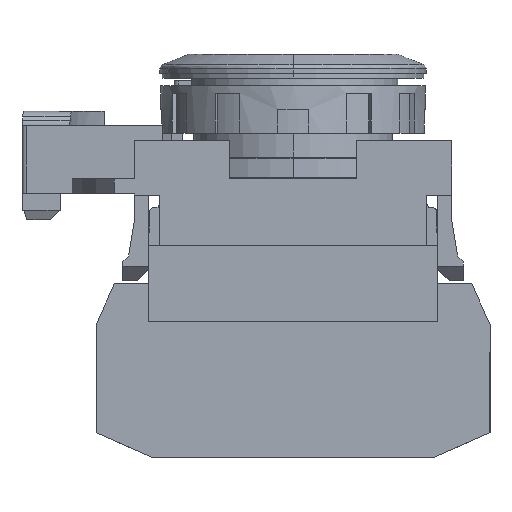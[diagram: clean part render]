
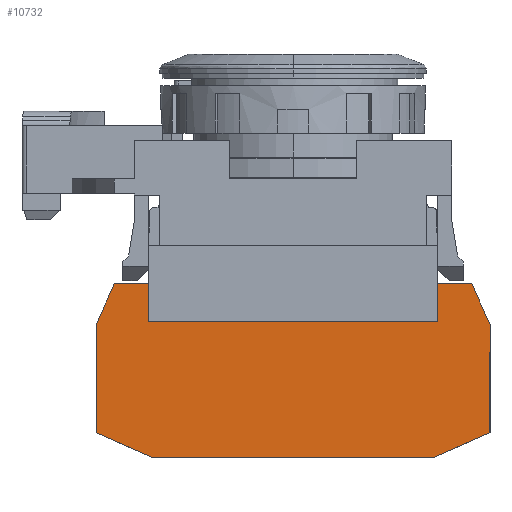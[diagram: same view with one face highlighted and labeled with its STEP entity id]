
A CAD part, left-side view. The second image highlights one B-rep face of the part: STEP entity #10732.
In plain terms, the highlighted face is planar.
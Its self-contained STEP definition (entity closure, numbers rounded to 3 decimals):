
#863 = CARTESIAN_POINT ( 'NONE',  ( -20.7, -7.5, -5. ) ) ;
#864 = CARTESIAN_POINT ( 'NONE',  ( -18.786, -3.2, -5. ) ) ;
#865 = CARTESIAN_POINT ( 'NONE',  ( -15.2, -3.2, -5. ) ) ;
#867 = CARTESIAN_POINT ( 'NONE',  ( -15.2, 0.8, -5. ) ) ;
#868 = CARTESIAN_POINT ( 'NONE',  ( -20.7, -18.873, -5. ) ) ;
#869 = CARTESIAN_POINT ( 'NONE',  ( -14.8, -21.5, -5. ) ) ;
#872 = CARTESIAN_POINT ( 'NONE',  ( 15.2, 0.8, -5. ) ) ;
#881 = CARTESIAN_POINT ( 'NONE',  ( 14.8, -21.5, -5. ) ) ;
#887 = CARTESIAN_POINT ( 'NONE',  ( 15.2, -3.2, -5. ) ) ;
#888 = CARTESIAN_POINT ( 'NONE',  ( 18.786, -3.2, -5. ) ) ;
#889 = CARTESIAN_POINT ( 'NONE',  ( 20.7, -7.5, -5. ) ) ;
#890 = CARTESIAN_POINT ( 'NONE',  ( 20.7, -18.873, -5. ) ) ;
#2176 = LINE ( 'NONE', #2177, #16415 ) ;
#2177 = CARTESIAN_POINT ( 'NONE',  ( -20.7, -7.5, -5. ) ) ;
#2178 = DIRECTION ( 'NONE',  ( 0.407, 0.914, 0. ) ) ;
#2182 = LINE ( 'NONE', #2183, #16402 ) ;
#2183 = CARTESIAN_POINT ( 'NONE',  ( 0., -3.2, -5. ) ) ;
#2184 = DIRECTION ( 'NONE',  ( 1., 0., 0. ) ) ;
#2197 = LINE ( 'NONE', #2198, #16372 ) ;
#2198 = CARTESIAN_POINT ( 'NONE',  ( -15.2, -10.35, -5. ) ) ;
#2199 = DIRECTION ( 'NONE',  ( 0., 1., 0. ) ) ;
#2203 = LINE ( 'NONE', #2204, #16363 ) ;
#2204 = CARTESIAN_POINT ( 'NONE',  ( -14.8, -21.5, -5. ) ) ;
#2205 = DIRECTION ( 'NONE',  ( -0.914, 0.407, 0. ) ) ;
#2212 = LINE ( 'NONE', #2213, #16352 ) ;
#2213 = CARTESIAN_POINT ( 'NONE',  ( -20.7, -10.35, -5. ) ) ;
#2214 = DIRECTION ( 'NONE',  ( 0., 1., 0. ) ) ;
#2224 = LINE ( 'NONE', #2225, #16334 ) ;
#2225 = CARTESIAN_POINT ( 'NONE',  ( 0., 0.8, -5. ) ) ;
#2226 = DIRECTION ( 'NONE',  ( 1., 0., 0. ) ) ;
#2269 = LINE ( 'NONE', #2270, #16272 ) ;
#2270 = CARTESIAN_POINT ( 'NONE',  ( 0., -21.5, -5. ) ) ;
#2271 = DIRECTION ( 'NONE',  ( -1., 0., 0. ) ) ;
#2293 = LINE ( 'NONE', #2294, #16241 ) ;
#2294 = CARTESIAN_POINT ( 'NONE',  ( 15.2, -1.2, -5. ) ) ;
#2295 = DIRECTION ( 'NONE',  ( 0., -1., 0. ) ) ;
#2296 = LINE ( 'NONE', #2297, #16238 ) ;
#2297 = CARTESIAN_POINT ( 'NONE',  ( 16.993, -3.2, -5. ) ) ;
#2298 = DIRECTION ( 'NONE',  ( 1., 0., 0. ) ) ;
#2299 = LINE ( 'NONE', #2300, #16233 ) ;
#2300 = CARTESIAN_POINT ( 'NONE',  ( 19.743, -5.35, -5. ) ) ;
#2301 = DIRECTION ( 'NONE',  ( 0.407, -0.914, 0. ) ) ;
#2302 = LINE ( 'NONE', #2303, #16229 ) ;
#2303 = CARTESIAN_POINT ( 'NONE',  ( 20.7, -13.187, -5. ) ) ;
#2304 = DIRECTION ( 'NONE',  ( 0., -1., 0. ) ) ;
#2305 = LINE ( 'NONE', #2306, #16225 ) ;
#2306 = CARTESIAN_POINT ( 'NONE',  ( 17.75, -20.187, -5. ) ) ;
#2307 = DIRECTION ( 'NONE',  ( 0.914, 0.407, 0. ) ) ;
#4468 = VERTEX_POINT ( 'NONE', #863 ) ;
#4469 = VERTEX_POINT ( 'NONE', #864 ) ;
#4470 = VERTEX_POINT ( 'NONE', #865 ) ;
#4472 = VERTEX_POINT ( 'NONE', #867 ) ;
#4473 = VERTEX_POINT ( 'NONE', #868 ) ;
#4474 = VERTEX_POINT ( 'NONE', #869 ) ;
#4477 = VERTEX_POINT ( 'NONE', #872 ) ;
#4486 = VERTEX_POINT ( 'NONE', #881 ) ;
#4492 = VERTEX_POINT ( 'NONE', #887 ) ;
#4493 = VERTEX_POINT ( 'NONE', #888 ) ;
#4494 = VERTEX_POINT ( 'NONE', #889 ) ;
#4495 = VERTEX_POINT ( 'NONE', #890 ) ;
#5807 = EDGE_CURVE ( 'NONE', #4468, #4469, #2176, .T. ) ;
#5809 = EDGE_CURVE ( 'NONE', #4469, #4470, #2182, .T. ) ;
#5814 = EDGE_CURVE ( 'NONE', #4470, #4472, #2197, .T. ) ;
#5816 = EDGE_CURVE ( 'NONE', #4474, #4473, #2203, .T. ) ;
#5819 = EDGE_CURVE ( 'NONE', #4473, #4468, #2212, .T. ) ;
#5823 = EDGE_CURVE ( 'NONE', #4472, #4477, #2224, .T. ) ;
#5838 = EDGE_CURVE ( 'NONE', #4486, #4474, #2269, .T. ) ;
#5846 = EDGE_CURVE ( 'NONE', #4477, #4492, #2293, .T. ) ;
#5847 = EDGE_CURVE ( 'NONE', #4492, #4493, #2296, .T. ) ;
#5848 = EDGE_CURVE ( 'NONE', #4493, #4494, #2299, .T. ) ;
#5849 = EDGE_CURVE ( 'NONE', #4494, #4495, #2302, .T. ) ;
#5850 = EDGE_CURVE ( 'NONE', #4486, #4495, #2305, .T. ) ;
#8483 = EDGE_LOOP ( 'NONE', ( #17331, #17333, #17334, #17329, #17335, #17336, #17338, #17341, #17340, #17343, #17345, #17346 ) ) ;
#9715 = PLANE ( 'NONE',  #19139 ) ;
#9716 = CARTESIAN_POINT ( 'NONE',  ( -20.7, -21.5, -5. ) ) ;
#9717 = DIRECTION ( 'NONE',  ( 0., 0., -1. ) ) ;
#9718 = DIRECTION ( 'NONE',  ( 0., 1., 0. ) ) ;
#10732 = ADVANCED_FACE ( 'NONE', ( #19137 ), #9715, .T. ) ;
#16225 = VECTOR ( 'NONE', #2307, 1000. ) ;
#16229 = VECTOR ( 'NONE', #2304, 1000. ) ;
#16233 = VECTOR ( 'NONE', #2301, 1000. ) ;
#16238 = VECTOR ( 'NONE', #2298, 1000. ) ;
#16241 = VECTOR ( 'NONE', #2295, 1000. ) ;
#16272 = VECTOR ( 'NONE', #2271, 1000. ) ;
#16334 = VECTOR ( 'NONE', #2226, 1000. ) ;
#16352 = VECTOR ( 'NONE', #2214, 1000. ) ;
#16363 = VECTOR ( 'NONE', #2205, 1000. ) ;
#16372 = VECTOR ( 'NONE', #2199, 1000. ) ;
#16402 = VECTOR ( 'NONE', #2184, 1000. ) ;
#16415 = VECTOR ( 'NONE', #2178, 1000. ) ;
#17329 = ORIENTED_EDGE ( 'NONE', *, *, #5809, .T. ) ;
#17331 = ORIENTED_EDGE ( 'NONE', *, *, #5816, .T. ) ;
#17333 = ORIENTED_EDGE ( 'NONE', *, *, #5819, .T. ) ;
#17334 = ORIENTED_EDGE ( 'NONE', *, *, #5807, .T. ) ;
#17335 = ORIENTED_EDGE ( 'NONE', *, *, #5814, .T. ) ;
#17336 = ORIENTED_EDGE ( 'NONE', *, *, #5823, .T. ) ;
#17338 = ORIENTED_EDGE ( 'NONE', *, *, #5846, .T. ) ;
#17340 = ORIENTED_EDGE ( 'NONE', *, *, #5848, .T. ) ;
#17341 = ORIENTED_EDGE ( 'NONE', *, *, #5847, .T. ) ;
#17343 = ORIENTED_EDGE ( 'NONE', *, *, #5849, .T. ) ;
#17345 = ORIENTED_EDGE ( 'NONE', *, *, #5850, .F. ) ;
#17346 = ORIENTED_EDGE ( 'NONE', *, *, #5838, .T. ) ;
#19137 = FACE_OUTER_BOUND ( 'NONE', #8483, .T. ) ;
#19139 = AXIS2_PLACEMENT_3D ( 'NONE', #9716, #9717, #9718 ) ;
